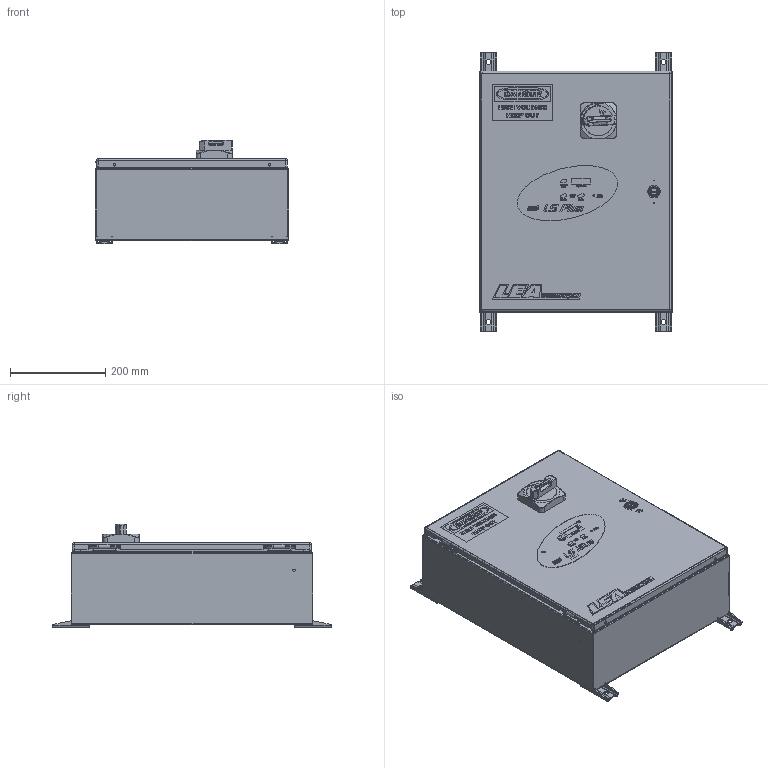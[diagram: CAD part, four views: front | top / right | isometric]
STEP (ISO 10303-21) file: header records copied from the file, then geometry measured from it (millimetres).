
FILE_DESCRIPTION (( 'STEP AP214' ), '1' );
FILE_NAME ('B39-00-1004-E.STEP', '2019-01-28T17:46:43', ( '' ), ( '' ), 'SwSTEP 2.0', 'SolidWorks 2018', '' );
FILE_SCHEMA (( 'AUTOMOTIVE_DESIGN' ));
Length unit declared in the file: inch
Products named in the file (102): HousingLatch_64201001; AssyLatchQtrTurn_64101001; flat washer type a narrow_ai; SBHCSCREW 0.138-32x0.188-SP-S; 11158311; 734-000-046-3; flat washer type a narrow_ai_Preferred Narrow FW 0.375; 734-000-046-4; SealInsertRing_64210001; internal tooth-lock washers_ai; Sealing Washer; B39-00-1004-E; CamLatch_64203001; .313-20 Flange Nut; 704-100-004; 270-000-478; 87543489; SL-PHMS 0.138-32x0.25x0.25-S; 87543027; 734-000-046-5_Uncompressed; 734-000-046-1; 734-000-046-4_Uncompressed; PEM CSS-632-7 ---S; Body18ga_20x16x6; PEM CSS-632-7 ---S_PEM CSS-632-8 ---S; 23B71; 734-000-046; Palnut_87932903; 734-000-046-2; 270-000-055; HNUT 0.3125-18-D-S; InsertSlotted_64202001; BodyWmt18ga_20x16x6; WasherWave_87541994_Installed Height; Stud156x51_87931362_87931362; ScrHxHdCap_87400746; AssyDr16Ga_20x16_With Disconnect holes; Dr16Ga_20x16; ORing_87541995; 299-000-274 ...
Assembly tree (67 placements, depth 4):
  flat washer type a narrow_ai
  SBHCSCREW 0.138-32x0.188-SP-S
  734-000-046-3
  734-000-046-4
  internal tooth-lock washers_ai
Bounding box: 406.45 x 585.83 x 218.34 mm (x, y, z)
Volume: 1162814.9 mm3; surface area: 1722170.1 mm2
Topology: 205 solids, 205 shells, 5860 faces, 14950 edges, 9541 vertices
Faces by surface type: plane 3392, cylinder 1056, bspline 685, cone 659, torus 44, sphere 24
Entity records: 196678 total; most frequent: CARTESIAN_POINT 56062, ORIENTED_EDGE 23530, DIRECTION 19929, EDGE_CURVE 11765, VECTOR 8951, LINE 8951, VERTEX_POINT 7655, AXIS2_PLACEMENT_3D 5489
